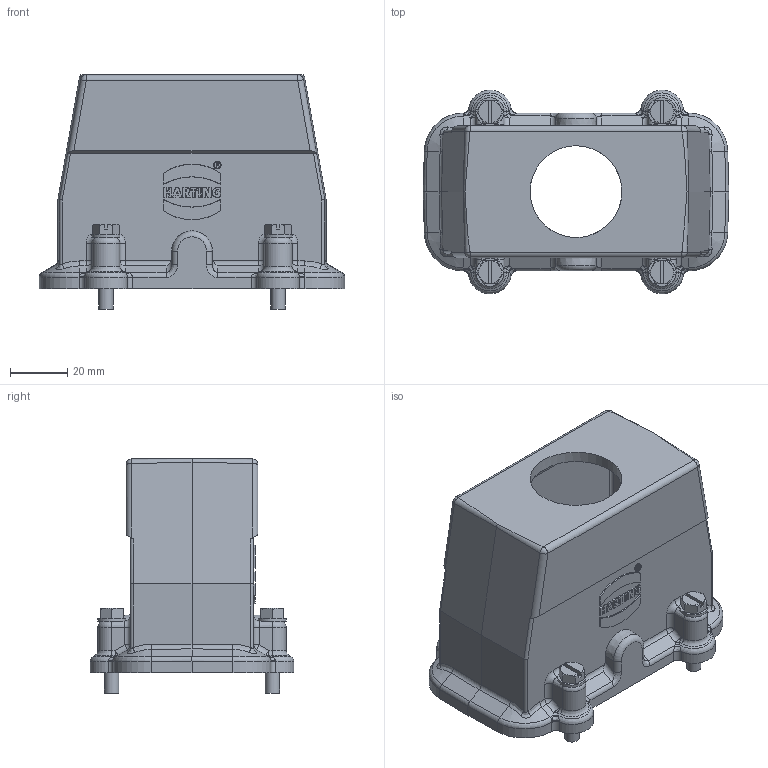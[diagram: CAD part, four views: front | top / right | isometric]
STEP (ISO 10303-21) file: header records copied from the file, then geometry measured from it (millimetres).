
FILE_DESCRIPTION(/* description */ (''),/* implementation_level */ '2;1');
FILE_NAME(/* name */ '100204498ugm000_c.stp',/* time_stamp */ '2017-11-03T16:40:30+01:00',/* author */ (''),/* organization */ (''),/* preprocessor_version */ 'ST-DEVELOPER v16',/* originating_system */ 'SIEMENS PLM Software NX 10.0',/* authorisation */ '');
FILE_SCHEMA (('AUTOMOTIVE_DESIGN { 1 0 10303 214 3 1 1 1 }'));
Length unit declared in the file: millimetre
Products named in the file (1): 100204498ugm000_c
Bounding box: 106.5 x 70.95 x 81.6 mm (x, y, z)
Volume: 105392.1 mm3; surface area: 47743 mm2
Topology: 1 solids, 1 shells, 663 faces, 1609 edges, 953 vertices
Faces by surface type: plane 234, cylinder 169, bspline 102, cone 88, torus 58, sphere 12
Full cylindrical faces by diameter (mm): 3 x4, 5 x4, 9.8 x4, 32 x1
Entity records: 29141 total; most frequent: CARTESIAN_POINT 10392, ORIENTED_EDGE 3078, DIRECTION 3006, EDGE_CURVE 1539, AXIS2_PLACEMENT_3D 1143, VERTEX_POINT 925, LINE 720, VECTOR 720
